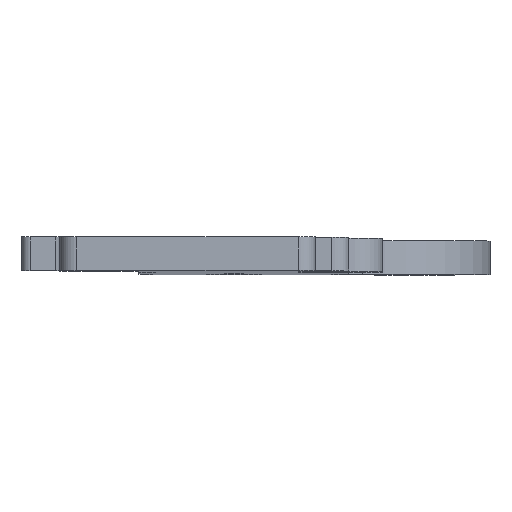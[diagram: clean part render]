
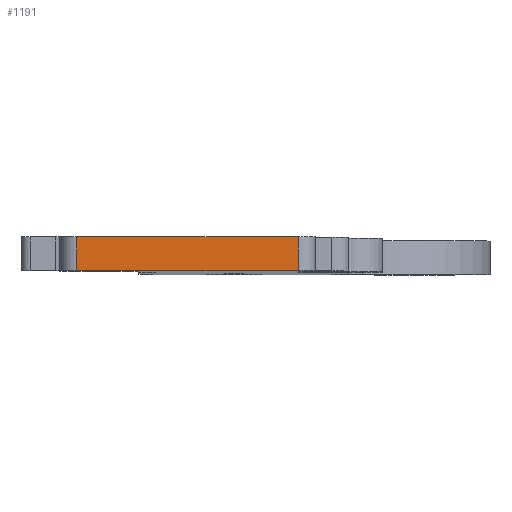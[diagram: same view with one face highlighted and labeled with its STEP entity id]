
A CAD part, top view. The second image highlights one B-rep face of the part: STEP entity #1191.
In plain terms, the highlighted planar face has unit normal (0, 0, 1).
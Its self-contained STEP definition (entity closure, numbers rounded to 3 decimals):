
#22=PLANE('',#1295);
#50=FACE_OUTER_BOUND('',#116,.T.);
#116=EDGE_LOOP('',(#850,#851,#852,#853));
#183=LINE('',#1790,#293);
#184=LINE('',#1793,#294);
#209=LINE('',#1915,#319);
#210=LINE('',#1916,#320);
#293=VECTOR('',#1402,2.);
#294=VECTOR('',#1405,13.2);
#319=VECTOR('',#1504,13.2);
#320=VECTOR('',#1505,2.);
#476=VERTEX_POINT('',#1783);
#479=VERTEX_POINT('',#1788);
#480=VERTEX_POINT('',#1792);
#540=VERTEX_POINT('',#1914);
#603=EDGE_CURVE('',#479,#476,#183,.T.);
#604=EDGE_CURVE('',#480,#476,#184,.T.);
#665=EDGE_CURVE('',#540,#479,#209,.T.);
#666=EDGE_CURVE('',#480,#540,#210,.T.);
#850=ORIENTED_EDGE('',*,*,#603,.F.);
#851=ORIENTED_EDGE('',*,*,#665,.F.);
#852=ORIENTED_EDGE('',*,*,#666,.F.);
#853=ORIENTED_EDGE('',*,*,#604,.T.);
#1191=ADVANCED_FACE('',(#50),#22,.F.);
#1295=AXIS2_PLACEMENT_3D('',#1913,#1502,#1503);
#1402=DIRECTION('',(0.,1.,0.));
#1405=DIRECTION('',(-1.,0.,0.));
#1502=DIRECTION('center_axis',(0.,0.,-1.));
#1503=DIRECTION('ref_axis',(1.,0.,0.));
#1504=DIRECTION('',(-1.,0.,0.));
#1505=DIRECTION('',(0.,-1.,0.));
#1783=CARTESIAN_POINT('',(-16.2,1.,-0.029));
#1788=CARTESIAN_POINT('',(-16.2,-1.,-0.029));
#1790=CARTESIAN_POINT('',(-16.2,0.,-0.029));
#1792=CARTESIAN_POINT('',(-3.,1.,-0.029));
#1793=CARTESIAN_POINT('',(-15.875,1.,-0.029));
#1913=CARTESIAN_POINT('Origin',(-48.647,1.,-0.029));
#1914=CARTESIAN_POINT('',(-3.,-1.,-0.029));
#1915=CARTESIAN_POINT('',(-15.875,-1.,-0.029));
#1916=CARTESIAN_POINT('',(-3.,0.5,-0.029));
